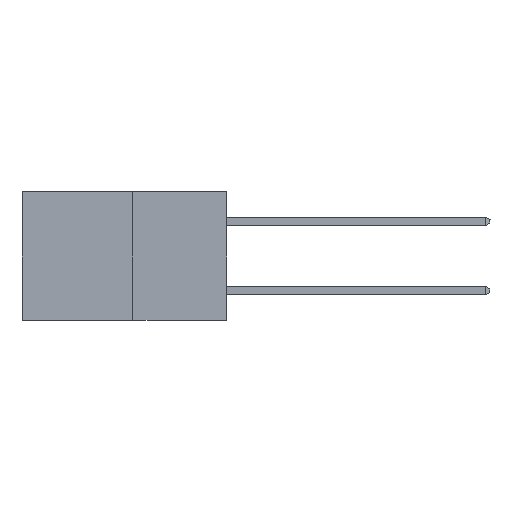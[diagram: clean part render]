
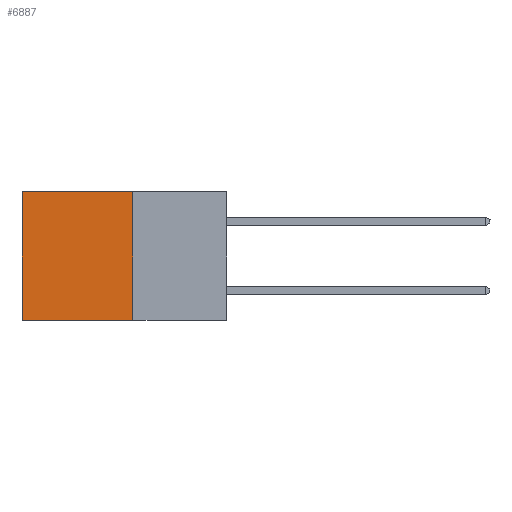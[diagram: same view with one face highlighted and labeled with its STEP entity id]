
A CAD part, left-side view. The second image highlights one B-rep face of the part: STEP entity #6887.
In plain terms, the highlighted planar face has unit normal (-1, 0, 0).
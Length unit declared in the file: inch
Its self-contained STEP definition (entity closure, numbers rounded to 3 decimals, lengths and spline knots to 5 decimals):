
#41 = VERTEX_POINT ( 'NONE', #19494 ) ;
#270 = DIRECTION ( 'NONE',  ( 0., 0., -1. ) ) ;
#276 = DIRECTION ( 'NONE',  ( 1., 0., 0. ) ) ;
#342 = PLANE ( 'NONE',  #2662 ) ;
#644 = CARTESIAN_POINT ( 'NONE',  ( 0.277, 0.27, -0.37 ) ) ;
#728 = EDGE_CURVE ( 'NONE', #11431, #3976, #15607, .T. ) ;
#1630 = VECTOR ( 'NONE', #2695, 39.37008 ) ;
#1645 = EDGE_CURVE ( 'NONE', #11431, #41, #11247, .T. ) ;
#1727 = DIRECTION ( 'NONE',  ( 0., 1., 0. ) ) ;
#1934 = CARTESIAN_POINT ( 'NONE',  ( 0.277, 0.59, -0.37 ) ) ;
#2381 = CARTESIAN_POINT ( 'NONE',  ( 0.277, 0.27, -0.37 ) ) ;
#2662 = AXIS2_PLACEMENT_3D ( 'NONE', #644, #276, #270 ) ;
#2695 = DIRECTION ( 'NONE',  ( 0., 0., -1. ) ) ;
#2837 = CARTESIAN_POINT ( 'NONE',  ( 0.277, 0.59, -0.37 ) ) ;
#2990 = VECTOR ( 'NONE', #6442, 39.37008 ) ;
#3571 = CARTESIAN_POINT ( 'NONE',  ( 0.277, 0.27, 0. ) ) ;
#3976 = VERTEX_POINT ( 'NONE', #18991 ) ;
#4710 = VECTOR ( 'NONE', #11497, 39.37008 ) ;
#4806 = EDGE_LOOP ( 'NONE', ( #15938, #11240, #9204, #13747 ) ) ;
#5230 = LINE ( 'NONE', #19552, #4710 ) ;
#6442 = DIRECTION ( 'NONE',  ( 0., 0., -1. ) ) ;
#6870 = VECTOR ( 'NONE', #1727, 39.37008 ) ;
#6887 = ADVANCED_FACE ( 'NONE', ( #12274 ), #342, .F. ) ;
#8664 = CARTESIAN_POINT ( 'NONE',  ( 0.277, 0.27, 0. ) ) ;
#9204 = ORIENTED_EDGE ( 'NONE', *, *, #728, .F. ) ;
#11007 = LINE ( 'NONE', #2837, #1630 ) ;
#11240 = ORIENTED_EDGE ( 'NONE', *, *, #11245, .F. ) ;
#11245 = EDGE_CURVE ( 'NONE', #3976, #20631, #5230, .T. ) ;
#11247 = LINE ( 'NONE', #3571, #6870 ) ;
#11431 = VERTEX_POINT ( 'NONE', #8664 ) ;
#11497 = DIRECTION ( 'NONE',  ( 0., 1., 0. ) ) ;
#12274 = FACE_OUTER_BOUND ( 'NONE', #4806, .T. ) ;
#13747 = ORIENTED_EDGE ( 'NONE', *, *, #1645, .T. ) ;
#15147 = EDGE_CURVE ( 'NONE', #41, #20631, #11007, .T. ) ;
#15607 = LINE ( 'NONE', #2381, #2990 ) ;
#15938 = ORIENTED_EDGE ( 'NONE', *, *, #15147, .T. ) ;
#18991 = CARTESIAN_POINT ( 'NONE',  ( 0.277, 0.27, -0.37 ) ) ;
#19494 = CARTESIAN_POINT ( 'NONE',  ( 0.277, 0.59, 0. ) ) ;
#19552 = CARTESIAN_POINT ( 'NONE',  ( 0.277, 0.27, -0.37 ) ) ;
#20631 = VERTEX_POINT ( 'NONE', #1934 ) ;
